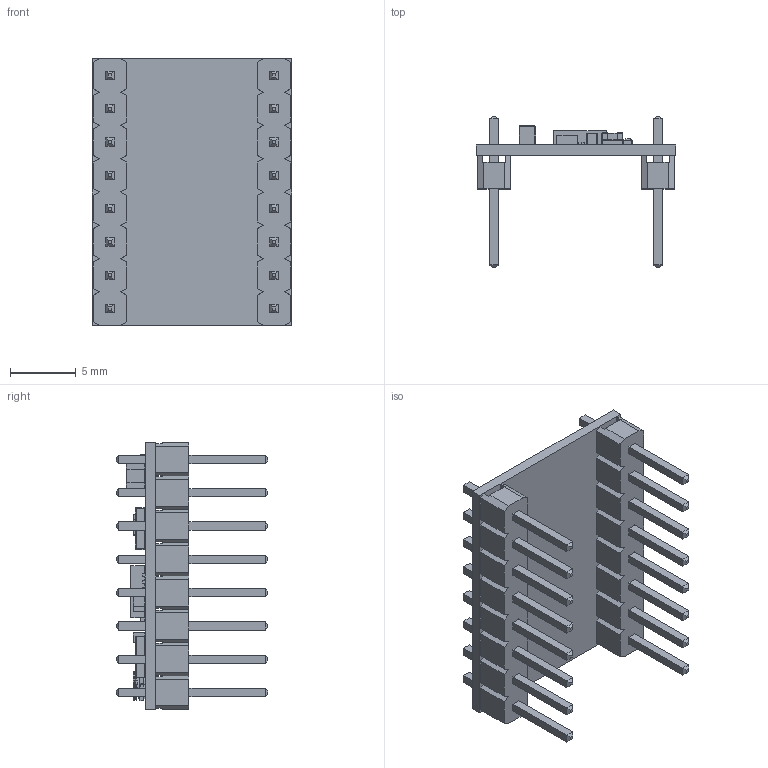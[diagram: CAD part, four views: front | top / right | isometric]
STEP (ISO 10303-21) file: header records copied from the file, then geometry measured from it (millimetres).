
FILE_DESCRIPTION (( 'STEP AP214' ), '1' );
FILE_NAME ('EVALSP820-XS.STEP', '2023-03-06T23:13:30', ( '' ), ( '' ), 'SwSTEP 2.0', 'SolidWorks 2021', '' );
FILE_SCHEMA (( 'AUTOMOTIVE_DESIGN' ));
Length unit declared in the file: millimetre
Products named in the file (12): EVALSP820-XS; cap2_FC0603E50R0BTBT1; 61300811121; 61300811121.stp; Cap_GA0805Y473JBAAR31G; EVALSP820-XS board; Cap_VJ0603Q3R9BXBAP; TC42X-2-103E; cap2; STSPIN820_STSPIN820; 6130xx11121_PIN.stp
Assembly tree (27 placements, depth 4):
  EVALSP820-XS
    EVALSP820-XS board
    STSPIN820_STSPIN820
    61300811121  x2
      61300811121.stp
        61300811121.stp
        6130xx11121_PIN.stp  x8
    TC42X-2-103E
    Cap_GA0805Y473JBAAR31G
    cap2  x2
    cap2_FC0603E50R0BTBT1  x5
    Cap_VJ0603Q3R9BXBAP  x4
Bounding box: 15.2 x 11.54 x 20.32 mm (x, y, z)
Volume: 549.2 mm3; surface area: 2164.3 mm2
Topology: 111 solids, 111 shells, 1759 faces, 4385 edges, 2810 vertices
Faces by surface type: plane 1288, cylinder 420, sphere 40, bspline 7, cone 4
Entity records: 35846 total; most frequent: CARTESIAN_POINT 6214, DIRECTION 5945, ORIENTED_EDGE 5870, EDGE_CURVE 2935, LINE 2179, VECTOR 2179, VERTEX_POINT 1934, AXIS2_PLACEMENT_3D 1883
